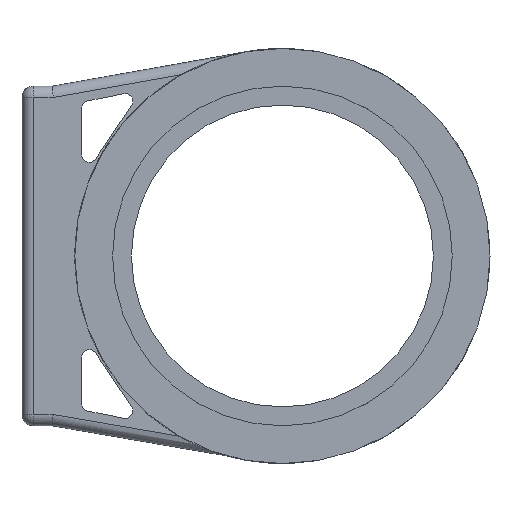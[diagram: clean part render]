
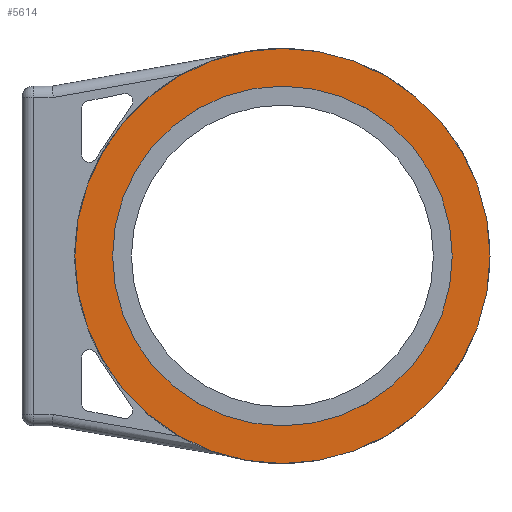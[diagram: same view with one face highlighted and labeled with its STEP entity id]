
A CAD part, front view. The second image highlights one B-rep face of the part: STEP entity #5614.
In plain terms, the highlighted planar face has unit normal (0, -1, 0).
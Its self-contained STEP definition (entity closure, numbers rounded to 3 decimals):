
#35 = AXIS2_PLACEMENT_3D ( 'NONE', #3194, #819, #4617 ) ;
#119 = DIRECTION ( 'NONE',  ( 0., 1., 0. ) ) ;
#224 = VERTEX_POINT ( 'NONE', #730 ) ;
#230 = CARTESIAN_POINT ( 'NONE',  ( 0., 0., -45. ) ) ;
#730 = CARTESIAN_POINT ( 'NONE',  ( 0., 0., -55. ) ) ;
#769 = VERTEX_POINT ( 'NONE', #5432 ) ;
#819 = DIRECTION ( 'NONE',  ( 0., 1., 0. ) ) ;
#930 = EDGE_CURVE ( 'NONE', #224, #769, #5691, .T. ) ;
#1015 = DIRECTION ( 'NONE',  ( 0., 1., 0. ) ) ;
#1121 = PLANE ( 'NONE',  #2423 ) ;
#1538 = DIRECTION ( 'NONE',  ( 0., 0., 1. ) ) ;
#1743 = AXIS2_PLACEMENT_3D ( 'NONE', #4876, #2508, #3077 ) ;
#1744 = EDGE_LOOP ( 'NONE', ( #6000, #4126 ) ) ;
#2423 = AXIS2_PLACEMENT_3D ( 'NONE', #2932, #119, #1538 ) ;
#2508 = DIRECTION ( 'NONE',  ( 0., 1., 0. ) ) ;
#2517 = FACE_BOUND ( 'NONE', #1744, .T. ) ;
#2656 = CIRCLE ( 'NONE', #4258, 45. ) ;
#2792 = CARTESIAN_POINT ( 'NONE',  ( 0., 0., 45. ) ) ;
#2827 = CIRCLE ( 'NONE', #1743, 45. ) ;
#2932 = CARTESIAN_POINT ( 'NONE',  ( 0., 0., 0. ) ) ;
#3077 = DIRECTION ( 'NONE',  ( 0., 0., 1. ) ) ;
#3194 = CARTESIAN_POINT ( 'NONE',  ( 0., 0., 0. ) ) ;
#3488 = DIRECTION ( 'NONE',  ( 0., 0., 1. ) ) ;
#3688 = ORIENTED_EDGE ( 'NONE', *, *, #5951, .F. ) ;
#3769 = EDGE_LOOP ( 'NONE', ( #3986, #3688 ) ) ;
#3839 = FACE_OUTER_BOUND ( 'NONE', #3769, .T. ) ;
#3867 = EDGE_CURVE ( 'NONE', #4646, #6056, #2656, .T. ) ;
#3986 = ORIENTED_EDGE ( 'NONE', *, *, #930, .F. ) ;
#4075 = AXIS2_PLACEMENT_3D ( 'NONE', #5306, #1015, #5645 ) ;
#4126 = ORIENTED_EDGE ( 'NONE', *, *, #3867, .T. ) ;
#4258 = AXIS2_PLACEMENT_3D ( 'NONE', #5836, #5373, #3488 ) ;
#4617 = DIRECTION ( 'NONE',  ( 0., 0., 1. ) ) ;
#4646 = VERTEX_POINT ( 'NONE', #2792 ) ;
#4876 = CARTESIAN_POINT ( 'NONE',  ( 0., 0., 0. ) ) ;
#5162 = CIRCLE ( 'NONE', #4075, 55. ) ;
#5306 = CARTESIAN_POINT ( 'NONE',  ( 0., 0., 0. ) ) ;
#5373 = DIRECTION ( 'NONE',  ( 0., 1., 0. ) ) ;
#5432 = CARTESIAN_POINT ( 'NONE',  ( 0., 0., 55. ) ) ;
#5614 = ADVANCED_FACE ( 'NONE', ( #3839, #2517 ), #1121, .F. ) ;
#5645 = DIRECTION ( 'NONE',  ( 0., 0., 1. ) ) ;
#5691 = CIRCLE ( 'NONE', #35, 55. ) ;
#5727 = EDGE_CURVE ( 'NONE', #6056, #4646, #2827, .T. ) ;
#5836 = CARTESIAN_POINT ( 'NONE',  ( 0., 0., 0. ) ) ;
#5951 = EDGE_CURVE ( 'NONE', #769, #224, #5162, .T. ) ;
#6000 = ORIENTED_EDGE ( 'NONE', *, *, #5727, .T. ) ;
#6056 = VERTEX_POINT ( 'NONE', #230 ) ;
